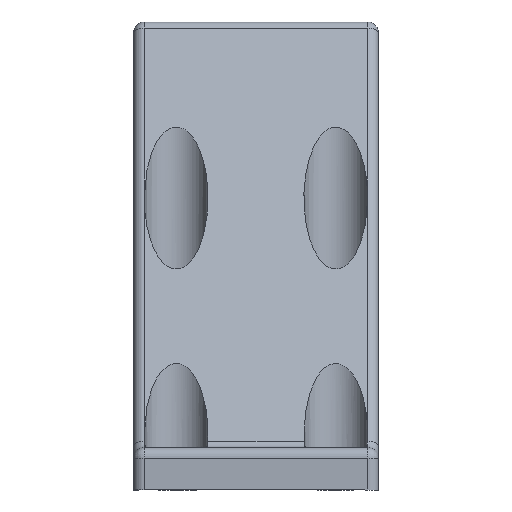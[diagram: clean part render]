
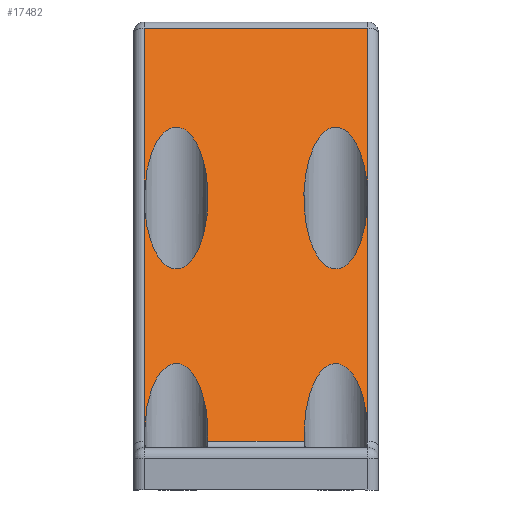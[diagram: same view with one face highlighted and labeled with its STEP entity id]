
A CAD part, front view. The second image highlights one B-rep face of the part: STEP entity #17482.
In plain terms, the highlighted face is planar.
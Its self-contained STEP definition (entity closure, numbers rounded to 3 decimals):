
#80=ELLIPSE('',#18721,7.311,3.);
#81=ELLIPSE('',#18722,7.311,3.);
#82=ELLIPSE('',#18723,7.311,3.);
#83=ELLIPSE('',#18724,7.311,3.);
#84=ELLIPSE('',#18725,7.311,3.);
#85=ELLIPSE('',#18726,7.311,3.);
#91=PLANE('',#18720);
#1286=FACE_OUTER_BOUND('',#2507,.T.);
#2507=EDGE_LOOP('',(#12448,#12449,#12450,#12451,#12452,#12453,#12454,#12455,
#12456,#12457,#12458,#12459));
#3735=LINE('',#25019,#6189);
#3737=LINE('',#25034,#6191);
#3738=LINE('',#25039,#6192);
#3739=LINE('',#25041,#6193);
#3740=LINE('',#25043,#6194);
#3741=LINE('',#25048,#6195);
#6189=VECTOR('',#20003,10.);
#6191=VECTOR('',#20009,10.);
#6192=VECTOR('',#20014,10.);
#6193=VECTOR('',#20015,10.);
#6194=VECTOR('',#20016,10.);
#6195=VECTOR('',#20021,10.);
#8648=VERTEX_POINT('',#25009);
#8649=VERTEX_POINT('',#25018);
#8651=VERTEX_POINT('',#25031);
#8652=VERTEX_POINT('',#25033);
#8653=VERTEX_POINT('',#25035);
#8654=VERTEX_POINT('',#25038);
#8655=VERTEX_POINT('',#25040);
#8656=VERTEX_POINT('',#25042);
#8657=VERTEX_POINT('',#25044);
#8658=VERTEX_POINT('',#25047);
#9937=EDGE_CURVE('',#8648,#8649,#3735,.T.);
#9940=EDGE_CURVE('',#8648,#8651,#80,.T.);
#9941=EDGE_CURVE('',#8652,#8651,#3737,.T.);
#9942=EDGE_CURVE('',#8652,#8653,#81,.T.);
#9943=EDGE_CURVE('',#8653,#8652,#82,.T.);
#9944=EDGE_CURVE('',#8654,#8652,#3738,.T.);
#9945=EDGE_CURVE('',#8655,#8654,#3739,.T.);
#9946=EDGE_CURVE('',#8656,#8655,#3740,.T.);
#9947=EDGE_CURVE('',#8656,#8657,#83,.T.);
#9948=EDGE_CURVE('',#8657,#8656,#84,.T.);
#9949=EDGE_CURVE('',#8658,#8656,#3741,.T.);
#9950=EDGE_CURVE('',#8658,#8649,#85,.T.);
#12448=ORIENTED_EDGE('',*,*,#9937,.F.);
#12449=ORIENTED_EDGE('',*,*,#9940,.T.);
#12450=ORIENTED_EDGE('',*,*,#9941,.F.);
#12451=ORIENTED_EDGE('',*,*,#9942,.T.);
#12452=ORIENTED_EDGE('',*,*,#9943,.T.);
#12453=ORIENTED_EDGE('',*,*,#9944,.F.);
#12454=ORIENTED_EDGE('',*,*,#9945,.F.);
#12455=ORIENTED_EDGE('',*,*,#9946,.F.);
#12456=ORIENTED_EDGE('',*,*,#9947,.T.);
#12457=ORIENTED_EDGE('',*,*,#9948,.T.);
#12458=ORIENTED_EDGE('',*,*,#9949,.F.);
#12459=ORIENTED_EDGE('',*,*,#9950,.T.);
#17482=ADVANCED_FACE('',(#1286),#91,.T.);
#18720=AXIS2_PLACEMENT_3D('',#25030,#20005,#20006);
#18721=AXIS2_PLACEMENT_3D('',#25032,#20007,#20008);
#18722=AXIS2_PLACEMENT_3D('',#25036,#20010,#20011);
#18723=AXIS2_PLACEMENT_3D('',#25037,#20012,#20013);
#18724=AXIS2_PLACEMENT_3D('',#25045,#20017,#20018);
#18725=AXIS2_PLACEMENT_3D('',#25046,#20019,#20020);
#18726=AXIS2_PLACEMENT_3D('',#25049,#20022,#20023);
#20003=DIRECTION('',(0.,0.,1.));
#20005=DIRECTION('center_axis',(-0.912,-0.41,0.));
#20006=DIRECTION('ref_axis',(0.41,-0.912,0.));
#20007=DIRECTION('center_axis',(0.912,0.41,0.));
#20008=DIRECTION('ref_axis',(0.41,-0.912,0.));
#20009=DIRECTION('',(-0.41,0.912,0.));
#20010=DIRECTION('center_axis',(0.912,0.41,0.));
#20011=DIRECTION('ref_axis',(0.41,-0.912,0.));
#20012=DIRECTION('center_axis',(0.912,0.41,0.));
#20013=DIRECTION('ref_axis',(0.41,-0.912,0.));
#20014=DIRECTION('',(-0.41,0.912,0.));
#20015=DIRECTION('',(0.,0.,-1.));
#20016=DIRECTION('',(0.41,-0.912,0.));
#20017=DIRECTION('center_axis',(0.912,0.41,0.));
#20018=DIRECTION('ref_axis',(0.41,-0.912,0.));
#20019=DIRECTION('center_axis',(0.912,0.41,0.));
#20020=DIRECTION('ref_axis',(0.41,-0.912,0.));
#20021=DIRECTION('',(0.41,-0.912,0.));
#20022=DIRECTION('center_axis',(0.912,0.41,0.));
#20023=DIRECTION('ref_axis',(0.41,-0.912,0.));
#25009=CARTESIAN_POINT('',(-40.335,-15.59,-4.514));
#25018=CARTESIAN_POINT('',(-40.335,-15.59,4.514));
#25019=CARTESIAN_POINT('',(-40.335,-15.59,0.));
#25030=CARTESIAN_POINT('Origin',(-40.6,-15.,0.));
#25031=CARTESIAN_POINT('',(-40.05,-16.222,-10.5));
#25032=CARTESIAN_POINT('Origin',(-40.05,-16.222,-7.5));
#25033=CARTESIAN_POINT('',(-30.05,-38.444,-10.5));
#25034=CARTESIAN_POINT('',(-42.098,-11.672,-10.5));
#25035=CARTESIAN_POINT('',(-33.05,-31.778,-7.5));
#25036=CARTESIAN_POINT('Origin',(-30.05,-38.444,-7.5));
#25037=CARTESIAN_POINT('Origin',(-30.05,-38.444,-7.5));
#25038=CARTESIAN_POINT('',(-22.865,-54.41,-10.5));
#25039=CARTESIAN_POINT('',(-42.098,-11.672,-10.5));
#25040=CARTESIAN_POINT('',(-22.865,-54.41,10.5));
#25041=CARTESIAN_POINT('',(-22.865,-54.41,0.));
#25042=CARTESIAN_POINT('',(-30.05,-38.444,10.5));
#25043=CARTESIAN_POINT('',(-39.664,-17.079,10.5));
#25044=CARTESIAN_POINT('',(-33.05,-31.778,7.5));
#25045=CARTESIAN_POINT('Origin',(-30.05,-38.444,7.5));
#25046=CARTESIAN_POINT('Origin',(-30.05,-38.444,7.5));
#25047=CARTESIAN_POINT('',(-40.05,-16.222,10.5));
#25048=CARTESIAN_POINT('',(-39.664,-17.079,10.5));
#25049=CARTESIAN_POINT('Origin',(-40.05,-16.222,7.5));
